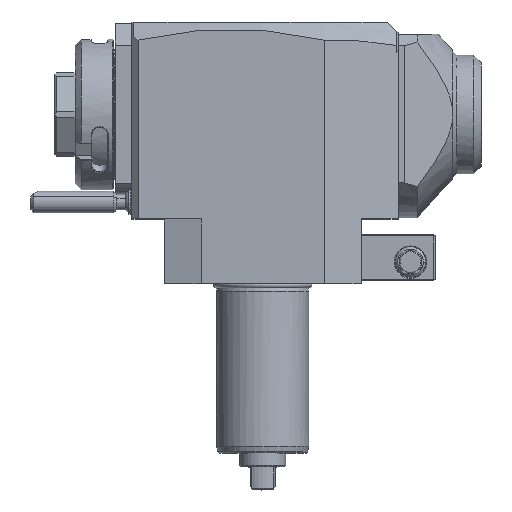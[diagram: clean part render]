
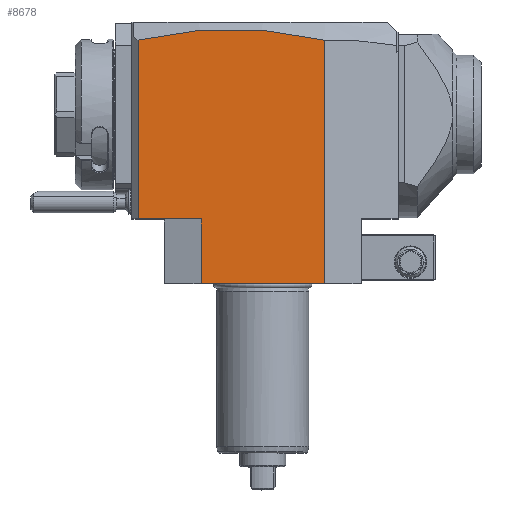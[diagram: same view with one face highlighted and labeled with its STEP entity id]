
A CAD part, top view. The second image highlights one B-rep face of the part: STEP entity #8678.
In plain terms, the highlighted planar face has unit normal (0, 0, 1).
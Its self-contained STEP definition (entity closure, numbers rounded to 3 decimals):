
#17=DIRECTION('',(-1.,0.,0.));
#18=VECTOR('',#17,40.);
#19=CARTESIAN_POINT('',(20.,0.,32.));
#20=LINE('',#19,#18);
#1008=DIRECTION('',(0.,1.,0.));
#1009=VECTOR('',#1008,79.092);
#1010=CARTESIAN_POINT('',(20.,0.,32.));
#1011=LINE('',#1010,#1009);
#1034=DIRECTION('',(-1.,0.,0.));
#1035=VECTOR('',#1034,20.5);
#1036=CARTESIAN_POINT('',(-20.,21.,32.));
#1037=LINE('',#1036,#1035);
#1038=CARTESIAN_POINT('',(-40.5,79.133,32.));
#1039=CARTESIAN_POINT('',(-35.458,80.345,32.));
#1040=CARTESIAN_POINT('',(-25.373,82.145,32.));
#1041=CARTESIAN_POINT('',(-10.247,83.032,32.));
#1042=CARTESIAN_POINT('',(4.877,82.124,32.));
#1043=CARTESIAN_POINT('',(14.959,80.311,32.));
#1044=CARTESIAN_POINT('',(20.,79.092,32.));
#1058=DIRECTION('',(0.,-1.,0.));
#1059=VECTOR('',#1058,58.133);
#1060=CARTESIAN_POINT('',(-40.5,79.133,32.));
#1061=LINE('',#1060,#1059);
#1071=DIRECTION('',(0.,-1.,0.));
#1072=VECTOR('',#1071,21.);
#1073=CARTESIAN_POINT('',(-20.,21.,32.));
#1074=LINE('',#1073,#1072);
#7227=VERTEX_POINT('',#1038);
#7228=VERTEX_POINT('',#1044);
#7593=CARTESIAN_POINT('',(-40.5,21.,32.));
#7595=VERTEX_POINT('',#7593);
#7613=CARTESIAN_POINT('',(20.,0.,32.));
#7614=VERTEX_POINT('',#7613);
#7615=CARTESIAN_POINT('',(-20.,0.,32.));
#7616=VERTEX_POINT('',#7615);
#7793=CARTESIAN_POINT('',(-20.,21.,32.));
#7794=VERTEX_POINT('',#7793);
#8662=CARTESIAN_POINT('',(-35.103,21.,32.));
#8663=DIRECTION('',(0.,0.,1.));
#8664=DIRECTION('',(1.,0.,0.));
#8665=AXIS2_PLACEMENT_3D('',#8662,#8663,#8664);
#8666=PLANE('',#8665);
#8668=ORIENTED_EDGE('',*,*,#8667,.T.);
#8670=ORIENTED_EDGE('',*,*,#8669,.F.);
#8671=ORIENTED_EDGE('',*,*,#8016,.T.);
#8672=ORIENTED_EDGE('',*,*,#8650,.F.);
#8673=ORIENTED_EDGE('',*,*,#7808,.T.);
#8675=ORIENTED_EDGE('',*,*,#8674,.F.);
#8676=EDGE_LOOP('',(#8668,#8670,#8671,#8672,#8673,#8675));
#8677=FACE_OUTER_BOUND('',#8676,.F.);
#1045=B_SPLINE_CURVE_WITH_KNOTS('',3,(#1038,#1039,#1040,#1041,#1042,#1043,
#1044),.UNSPECIFIED.,.F.,.F.,(4,1,1,1,4),(0.,0.25,0.5,0.75,1.),
.UNSPECIFIED.);
#7808=EDGE_CURVE('',#7614,#7616,#20,.T.);
#8016=EDGE_CURVE('',#7227,#7228,#1045,.T.);
#8650=EDGE_CURVE('',#7614,#7228,#1011,.T.);
#8667=EDGE_CURVE('',#7794,#7595,#1037,.T.);
#8669=EDGE_CURVE('',#7227,#7595,#1061,.T.);
#8674=EDGE_CURVE('',#7794,#7616,#1074,.T.);
#8678=ADVANCED_FACE('',(#8677),#8666,.T.);
